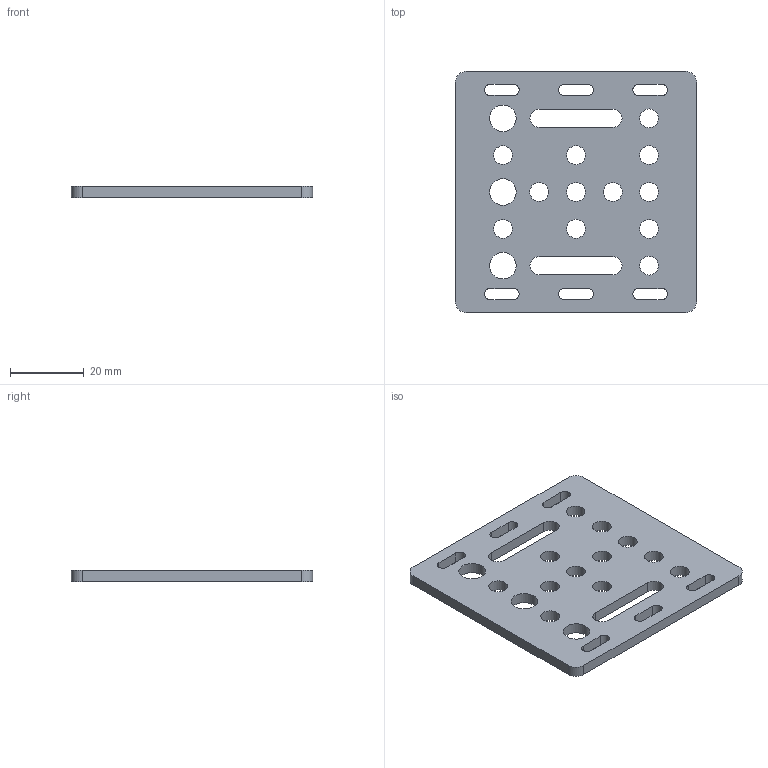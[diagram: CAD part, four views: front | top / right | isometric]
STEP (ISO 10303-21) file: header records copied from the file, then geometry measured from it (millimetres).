
FILE_DESCRIPTION(('FreeCAD Model'),'2;1');
FILE_NAME('V-Slot_20mm.step','2021-01-13T23:08:09',( 'Author'),(''),'Open CASCADE STEP processor 7.3','FreeCAD','Unknown' );
FILE_SCHEMA(('AUTOMOTIVE_DESIGN { 1 0 10303 214 1 1 1 1 }'));
Length unit declared in the file: millimetre
Products named in the file (2): gantry_plate; Pad
Bounding box: 65.5 x 65.5 x 3 mm (x, y, z)
Surface area: 18643.9 mm2
Topology: 2 solids, 2 shells, 114 faces, 330 edges, 220 vertices
Faces by surface type: cylinder 70, plane 44
Full cylindrical faces by diameter (mm): 5.1 x24, 7.2 x6
Entity records: 8747 total; most frequent: CARTESIAN_POINT 2165, DIRECTION 1220, LINE 710, VECTOR 710, ORIENTED_EDGE 660, PCURVE 660, DEFINITIONAL_REPRESENTATION 660, EDGE_CURVE 330
